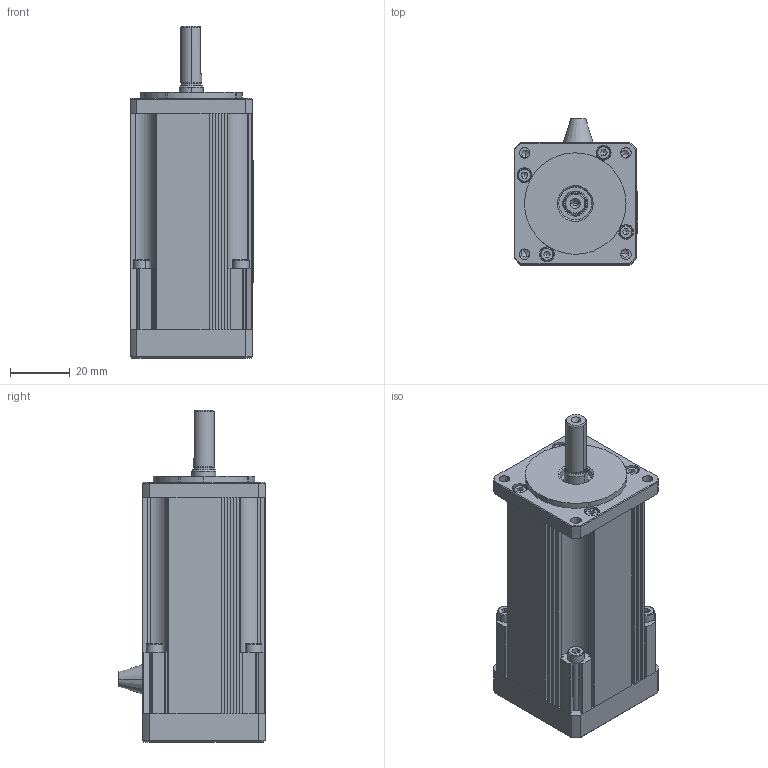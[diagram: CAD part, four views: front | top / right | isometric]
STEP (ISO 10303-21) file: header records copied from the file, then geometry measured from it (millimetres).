
FILE_DESCRIPTION((''),'2;1');
FILE_NAME('CML-06 Basic.stp','2013-07-17T14:00:36',('arodrigo'),(''),'Autodesk Inventor 9','Autodesk Inventor 9','');
FILE_SCHEMA(('AUTOMOTIVE_DESIGN { 1 0 10303 214 1 1 1 1 }'));
Length unit declared in the file: millimetre
Products named in the file (1): Pieza1
Bounding box: 41.5 x 49 x 111.2 mm (x, y, z)
Volume: 129141.8 mm3; surface area: 26180.3 mm2
Topology: 1 solids, 7 shells, 506 faces, 1325 edges, 839 vertices
Faces by surface type: plane 243, cylinder 132, bspline 44, cone 37, torus 26, sphere 24
Entity records: 16226 total; most frequent: CARTESIAN_POINT 3832, DIRECTION 2627, ORIENTED_EDGE 2614, EDGE_CURVE 1307, AXIS2_PLACEMENT_3D 982, VERTEX_POINT 839, VECTOR 663, LINE 663
